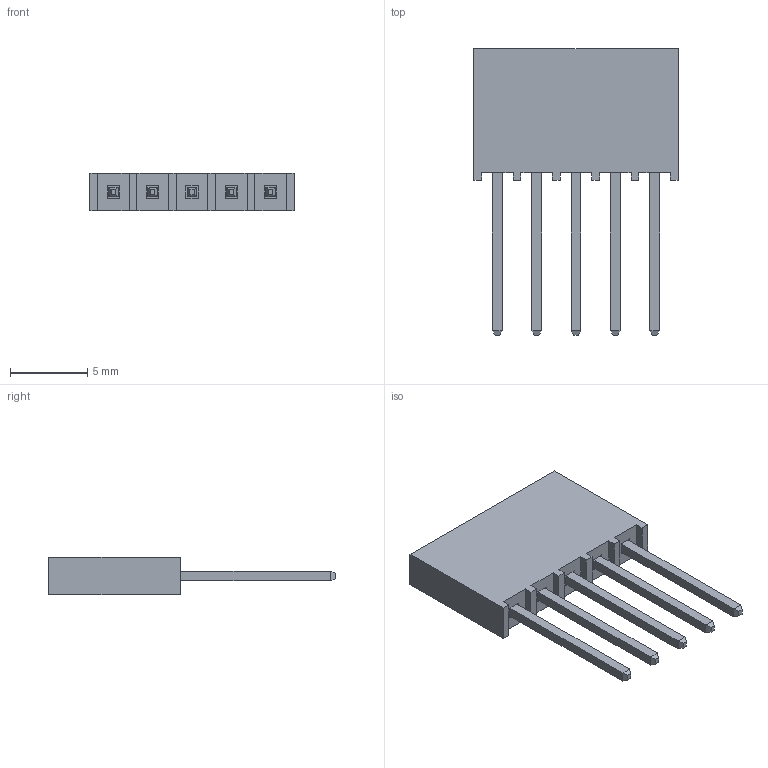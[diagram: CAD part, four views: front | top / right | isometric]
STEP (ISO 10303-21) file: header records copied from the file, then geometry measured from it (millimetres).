
FILE_DESCRIPTION(/* description */ ('STEP AP214'),/* implementation_level */ '2;1');
FILE_NAME(/* name */ 'SSQ-105-03-S-S',/* time_stamp */ '2024-02-22T22:53:43+01:00',/* author */ ('License CC BY-ND 4.0'),/* organization */ ('CADENAS'),/* preprocessor_version */ 'ST-DEVELOPER v19.3',/* originating_system */ 'PARTsolutions',/* authorisation */ ' ');
FILE_SCHEMA (('AUTOMOTIVE_DESIGN {1 0 10303 214 3 1 1}'));
Length unit declared in the file: inch
Products named in the file (3): SSQ-105-03-S-S; T1SSQ-105-03-S-S; P2SSQ-105-03-S-S
Assembly tree (2 placements, depth 2):
  SSQ-105-03-S-S
    T1SSQ-105-03-S-S
    P2SSQ-105-03-S-S
Bounding box: 13.21 x 18.52 x 2.41 mm (x, y, z)
Volume: 257.4 mm3; surface area: 618.1 mm2
Topology: 2 solids, 2 shells, 97 faces, 264 edges, 176 vertices
Faces by surface type: plane 97
Entity records: 3096 total; most frequent: CARTESIAN_POINT 540, ORIENTED_EDGE 528, DIRECTION 464, EDGE_CURVE 264, LINE 264, VECTOR 264, VERTEX_POINT 176, EDGE_LOOP 112
